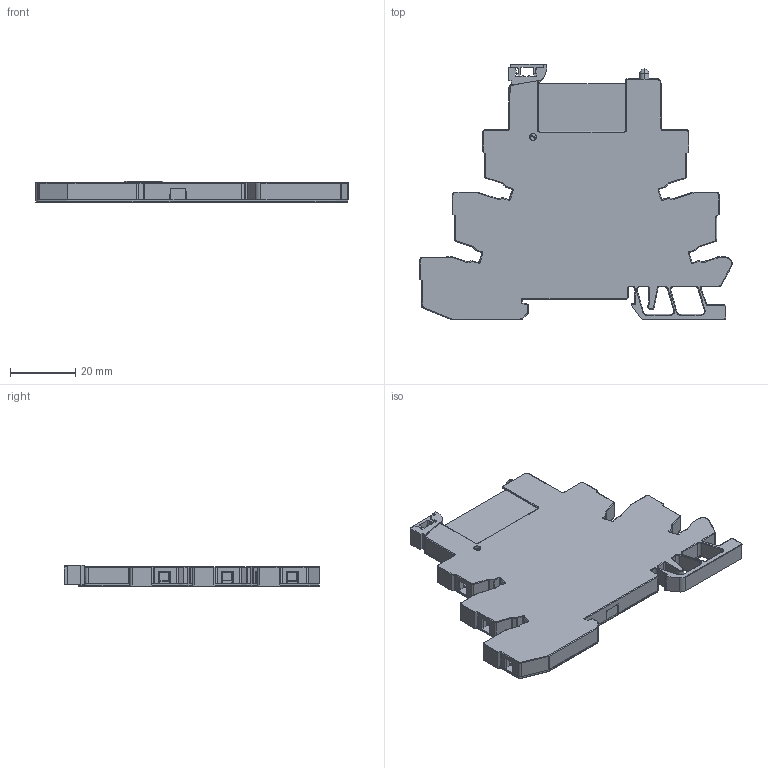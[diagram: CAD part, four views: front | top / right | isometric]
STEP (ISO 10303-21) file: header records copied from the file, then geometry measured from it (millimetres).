
FILE_DESCRIPTION (( 'STEP AP214' ), '1' );
FILE_NAME ('奻裔.STEP', '2024-01-18T02:55:07', ( '' ), ( '' ), 'SwSTEP 2.0', 'SolidWorks 2021', '' );
FILE_SCHEMA (( 'AUTOMOTIVE_DESIGN' ));
Length unit declared in the file: millimetre
Products named in the file (10): 蚾饜极3^奻裔; 继电器第一款-继电器第一款.stp; 继电器第一款-继电器第一款.stp2; 奻裔; 继电器第一款-继电器第一款.stp1; -樟萇ん菴珨遴.stp; 继电器第一款-继电器第一款.stp3; 复件 装配体1^装配体3_上盖; 2023.8.14RA501AN-RA501AN.STEP; 继电器第一款-继电器第一款.stp4
Assembly tree (13 placements, depth 4):
  奻裔
    2023.8.14RA501AN-RA501AN.STEP
    蚾饜极3^奻裔
      复件 装配体1^装配体3_上盖
        -樟萇ん菴珨遴.stp
    继电器第一款-继电器第一款.stp  x5
    继电器第一款-继电器第一款.stp1
    继电器第一款-继电器第一款.stp2
    继电器第一款-继电器第一款.stp4
    继电器第一款-继电器第一款.stp3
Bounding box: 96.04 x 78.52 x 6.58 mm (x, y, z)
Volume: 15830.4 mm3; surface area: 30794.9 mm2
Topology: 11 solids, 11 shells, 3137 faces, 8119 edges, 5174 vertices
Faces by surface type: plane 1873, cylinder 765, cone 241, torus 166, bspline 84, sphere 8
Entity records: 96202 total; most frequent: CARTESIAN_POINT 34434, ORIENTED_EDGE 14854, DIRECTION 9416, EDGE_CURVE 7427, VERTEX_POINT 4722, B_SPLINE_CURVE_WITH_KNOTS 4180, AXIS2_PLACEMENT_3D 3571, EDGE_LOOP 3113
